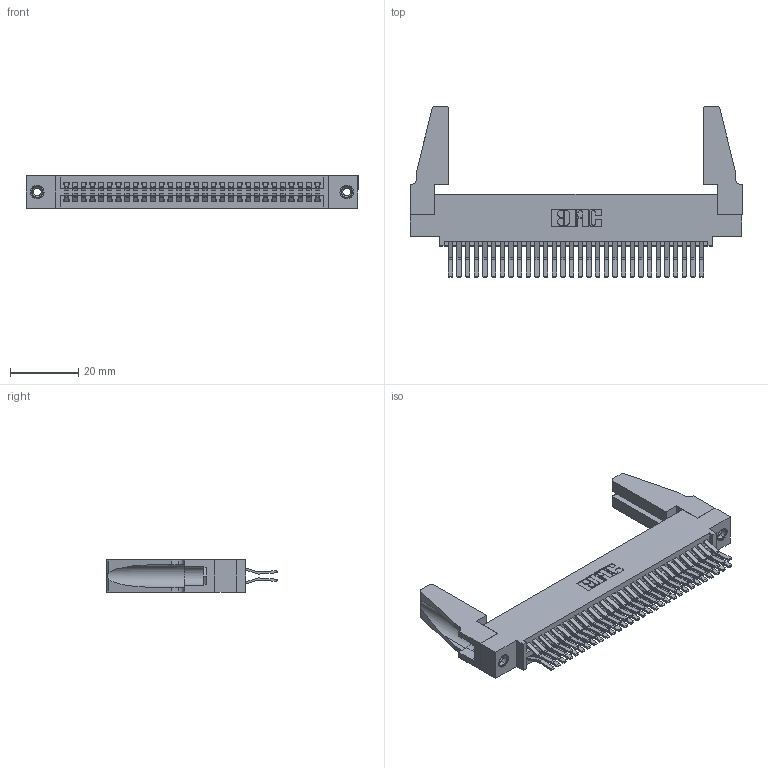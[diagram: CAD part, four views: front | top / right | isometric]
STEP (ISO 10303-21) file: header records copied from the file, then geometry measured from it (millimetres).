
FILE_DESCRIPTION (( 'STEP AP203' ), '1' );
FILE_NAME ('345-060-560-588.STEP', '2019-10-30T09:43:41', ( '' ), ( '' ), 'SwSTEP 2.0', 'SolidWorks 2016', '' );
FILE_SCHEMA (( 'CONFIG_CONTROL_DESIGN' ));
Length unit declared in the file: inch
Products named in the file (5): 345-220-078_345-220-088; 345-292-001_560 Tail; 345-060-560-588; 345-250-001_345-250-001-102; 345 Part_0.110 Offset - 0.156 Dia-TH
Assembly tree (65 placements, depth 2):
  345-060-560-588
    345 Part_0.110 Offset - 0.156 Dia-TH
    345-292-001_560 Tail  x60
    345-250-001_345-250-001-102  x2
    345-220-078_345-220-088  x2
Bounding box: 97.43 x 50.1 x 9.4 mm (x, y, z)
Volume: 12925.8 mm3; surface area: 18292.9 mm2
Topology: 65 solids, 65 shells, 3374 faces, 9967 edges, 6554 vertices
Faces by surface type: plane 2136, cylinder 1222, cone 12, torus 4
Entity records: 27522 total; most frequent: CARTESIAN_POINT 4622, ORIENTED_EDGE 4516, DIRECTION 4098, EDGE_CURVE 2258, LINE 1960, VECTOR 1960, VERTEX_POINT 1498, AXIS2_PLACEMENT_3D 1069
